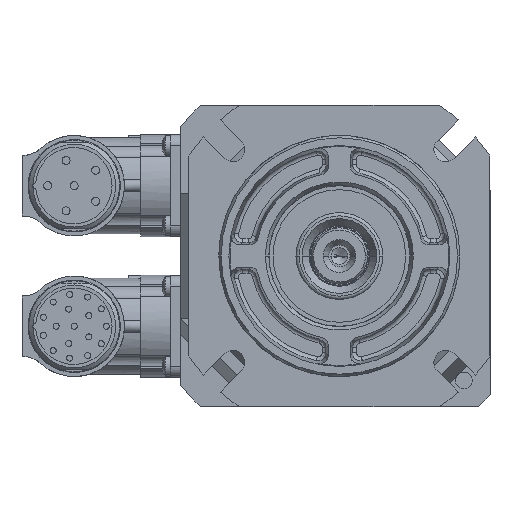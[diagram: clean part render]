
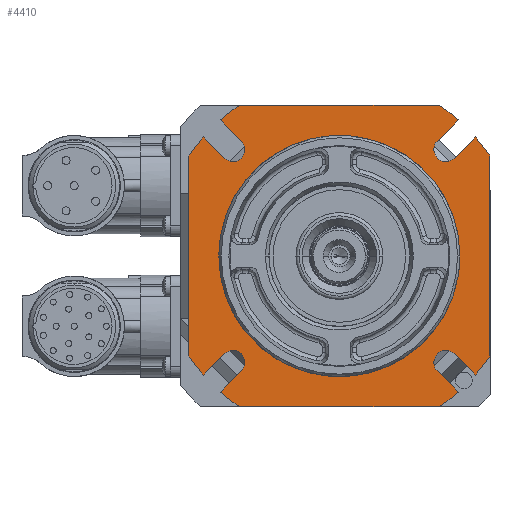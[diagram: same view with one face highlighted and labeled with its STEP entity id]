
A CAD part, left-side view. The second image highlights one B-rep face of the part: STEP entity #4410.
In plain terms, the highlighted planar face has unit normal (-1, 0, 0).
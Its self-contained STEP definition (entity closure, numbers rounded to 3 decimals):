
#1210=CARTESIAN_POINT('',(-88.5,0.,0.));
#1211=DIRECTION('',(-1.,0.,0.));
#1212=DIRECTION('',(0.,1.,0.));
#1213=AXIS2_PLACEMENT_3D('',#1210,#1211,#1212);
#1215=CARTESIAN_POINT('',(-88.5,0.,0.));
#1216=DIRECTION('',(1.,0.,0.));
#1217=DIRECTION('',(0.,1.,0.));
#1218=AXIS2_PLACEMENT_3D('',#1215,#1216,#1217);
#1220=CARTESIAN_POINT('',(-88.5,0.,0.));
#1221=DIRECTION('',(-1.,0.,0.));
#1222=DIRECTION('',(0.,-0.553,-0.833));
#1223=AXIS2_PLACEMENT_3D('',#1220,#1221,#1222);
#1225=CARTESIAN_POINT('',(-88.5,0.,0.));
#1226=DIRECTION('',(-1.,0.,0.));
#1227=DIRECTION('',(0.,0.658,-0.753));
#1228=AXIS2_PLACEMENT_3D('',#1225,#1226,#1227);
#1230=DIRECTION('',(0.,-0.707,0.707));
#1231=VECTOR('',#1230,7.52);
#1232=CARTESIAN_POINT('',(-88.5,29.63,-33.869));
#1233=LINE('',#1232,#1231);
#1234=CARTESIAN_POINT('',(-88.5,26.517,-26.517));
#1235=DIRECTION('',(-1.,0.,0.));
#1236=DIRECTION('',(0.,-0.735,-0.678));
#1237=AXIS2_PLACEMENT_3D('',#1234,#1235,#1236);
#1239=DIRECTION('',(0.,0.707,-0.707));
#1240=VECTOR('',#1239,7.52);
#1241=CARTESIAN_POINT('',(-88.5,28.551,-24.312));
#1242=LINE('',#1241,#1240);
#1243=CARTESIAN_POINT('',(-88.5,0.,0.));
#1244=DIRECTION('',(-1.,0.,0.));
#1245=DIRECTION('',(0.,0.833,-0.553));
#1246=AXIS2_PLACEMENT_3D('',#1243,#1244,#1245);
#1248=CARTESIAN_POINT('',(-88.5,0.,0.));
#1249=DIRECTION('',(-1.,0.,0.));
#1250=DIRECTION('',(0.,0.753,0.658));
#1251=AXIS2_PLACEMENT_3D('',#1248,#1249,#1250);
#1253=DIRECTION('',(0.,-0.707,-0.707));
#1254=VECTOR('',#1253,7.52);
#1255=CARTESIAN_POINT('',(-88.5,33.869,29.63));
#1256=LINE('',#1255,#1254);
#1257=CARTESIAN_POINT('',(-88.5,26.517,26.517));
#1258=DIRECTION('',(-1.,0.,0.));
#1259=DIRECTION('',(0.,0.678,-0.735));
#1260=AXIS2_PLACEMENT_3D('',#1257,#1258,#1259);
#1262=DIRECTION('',(0.,0.707,0.707));
#1263=VECTOR('',#1262,7.52);
#1264=CARTESIAN_POINT('',(-88.5,24.312,28.551));
#1265=LINE('',#1264,#1263);
#1266=CARTESIAN_POINT('',(-88.5,0.,0.));
#1267=DIRECTION('',(-1.,0.,0.));
#1268=DIRECTION('',(0.,0.553,0.833));
#1269=AXIS2_PLACEMENT_3D('',#1266,#1267,#1268);
#1271=CARTESIAN_POINT('',(-88.5,0.,0.));
#1272=DIRECTION('',(-1.,0.,0.));
#1273=DIRECTION('',(0.,-0.658,0.753));
#1274=AXIS2_PLACEMENT_3D('',#1271,#1272,#1273);
#1276=DIRECTION('',(0.,0.707,-0.707));
#1277=VECTOR('',#1276,7.52);
#1278=CARTESIAN_POINT('',(-88.5,-29.63,33.869));
#1279=LINE('',#1278,#1277);
#1280=CARTESIAN_POINT('',(-88.5,-26.517,26.517));
#1281=DIRECTION('',(-1.,0.,0.));
#1282=DIRECTION('',(0.,0.735,0.678));
#1283=AXIS2_PLACEMENT_3D('',#1280,#1281,#1282);
#1285=DIRECTION('',(0.,-0.707,0.707));
#1286=VECTOR('',#1285,7.52);
#1287=CARTESIAN_POINT('',(-88.5,-28.551,24.312));
#1288=LINE('',#1287,#1286);
#1289=CARTESIAN_POINT('',(-88.5,0.,0.));
#1290=DIRECTION('',(-1.,0.,0.));
#1291=DIRECTION('',(0.,-0.833,0.553));
#1292=AXIS2_PLACEMENT_3D('',#1289,#1290,#1291);
#1294=CARTESIAN_POINT('',(-88.5,0.,0.));
#1295=DIRECTION('',(-1.,0.,0.));
#1296=DIRECTION('',(0.,-0.753,-0.658));
#1297=AXIS2_PLACEMENT_3D('',#1294,#1295,#1296);
#1299=DIRECTION('',(0.,0.707,0.707));
#1300=VECTOR('',#1299,7.52);
#1301=CARTESIAN_POINT('',(-88.5,-33.869,-29.63));
#1302=LINE('',#1301,#1300);
#1303=CARTESIAN_POINT('',(-88.5,-26.517,-26.517));
#1304=DIRECTION('',(-1.,0.,0.));
#1305=DIRECTION('',(0.,-0.678,0.735));
#1306=AXIS2_PLACEMENT_3D('',#1303,#1304,#1305);
#1308=DIRECTION('',(0.,-0.707,-0.707));
#1309=VECTOR('',#1308,7.52);
#1310=CARTESIAN_POINT('',(-88.5,-24.312,-28.551));
#1311=LINE('',#1310,#1309);
#1372=DIRECTION('',(0.,1.,0.));
#1373=VECTOR('',#1372,49.749);
#1374=CARTESIAN_POINT('',(-88.5,-24.875,-37.5));
#1375=LINE('',#1374,#1373);
#1450=DIRECTION('',(0.,-1.,0.));
#1451=VECTOR('',#1450,49.749);
#1452=CARTESIAN_POINT('',(-88.5,24.875,37.5));
#1453=LINE('',#1452,#1451);
#1546=DIRECTION('',(0.,0.,-1.));
#1547=VECTOR('',#1546,49.749);
#1548=CARTESIAN_POINT('',(-88.5,-37.5,24.875));
#1549=LINE('',#1548,#1547);
#1816=DIRECTION('',(0.,0.,1.));
#1817=VECTOR('',#1816,49.749);
#1818=CARTESIAN_POINT('',(-88.5,37.5,-24.875));
#1819=LINE('',#1818,#1817);
#2099=CARTESIAN_POINT('',(-88.5,24.875,37.5));
#2100=VERTEX_POINT('',#2099);
#2101=CARTESIAN_POINT('',(-88.5,37.5,24.875));
#2102=VERTEX_POINT('',#2101);
#2103=CARTESIAN_POINT('',(-88.5,29.63,33.869));
#2104=VERTEX_POINT('',#2103);
#2105=CARTESIAN_POINT('',(-88.5,33.869,29.63));
#2106=VERTEX_POINT('',#2105);
#2123=CARTESIAN_POINT('',(-88.5,24.875,-37.5));
#2124=VERTEX_POINT('',#2123);
#2125=CARTESIAN_POINT('',(-88.5,37.5,-24.875));
#2126=VERTEX_POINT('',#2125);
#2127=CARTESIAN_POINT('',(-88.5,33.869,-29.63));
#2128=VERTEX_POINT('',#2127);
#2129=CARTESIAN_POINT('',(-88.5,29.63,-33.869));
#2130=VERTEX_POINT('',#2129);
#2147=CARTESIAN_POINT('',(-88.5,-37.5,-24.875));
#2148=VERTEX_POINT('',#2147);
#2149=CARTESIAN_POINT('',(-88.5,-24.875,-37.5));
#2150=VERTEX_POINT('',#2149);
#2151=CARTESIAN_POINT('',(-88.5,-29.63,-33.869));
#2152=VERTEX_POINT('',#2151);
#2153=CARTESIAN_POINT('',(-88.5,-33.869,-29.63));
#2154=VERTEX_POINT('',#2153);
#2171=CARTESIAN_POINT('',(-88.5,-24.875,37.5));
#2172=VERTEX_POINT('',#2171);
#2173=CARTESIAN_POINT('',(-88.5,-37.5,24.875));
#2174=VERTEX_POINT('',#2173);
#2175=CARTESIAN_POINT('',(-88.5,-33.869,29.63));
#2176=VERTEX_POINT('',#2175);
#2177=CARTESIAN_POINT('',(-88.5,-29.63,33.869));
#2178=VERTEX_POINT('',#2177);
#2183=CARTESIAN_POINT('',(-88.5,28.551,24.312));
#2184=VERTEX_POINT('',#2183);
#2185=CARTESIAN_POINT('',(-88.5,24.312,28.551));
#2186=VERTEX_POINT('',#2185);
#2191=CARTESIAN_POINT('',(-88.5,24.312,-28.551));
#2192=VERTEX_POINT('',#2191);
#2193=CARTESIAN_POINT('',(-88.5,28.551,-24.312));
#2194=VERTEX_POINT('',#2193);
#2199=CARTESIAN_POINT('',(-88.5,-28.551,-24.312));
#2200=VERTEX_POINT('',#2199);
#2201=CARTESIAN_POINT('',(-88.5,-24.312,-28.551));
#2202=VERTEX_POINT('',#2201);
#2207=CARTESIAN_POINT('',(-88.5,-24.312,28.551));
#2208=VERTEX_POINT('',#2207);
#2209=CARTESIAN_POINT('',(-88.5,-28.551,24.312));
#2210=VERTEX_POINT('',#2209);
#2463=CARTESIAN_POINT('',(-88.5,30.,0.));
#2464=CARTESIAN_POINT('',(-88.5,-30.,0.));
#2465=VERTEX_POINT('',#2463);
#2466=VERTEX_POINT('',#2464);
#4351=CARTESIAN_POINT('',(-88.5,0.,0.));
#4352=DIRECTION('',(-1.,0.,0.));
#4353=DIRECTION('',(0.,1.,0.));
#4354=AXIS2_PLACEMENT_3D('',#4351,#4352,#4353);
#4355=PLANE('',#4354);
#4357=ORIENTED_EDGE('',*,*,#4356,.F.);
#4359=ORIENTED_EDGE('',*,*,#4358,.T.);
#4361=ORIENTED_EDGE('',*,*,#4360,.F.);
#4363=ORIENTED_EDGE('',*,*,#4362,.T.);
#4365=ORIENTED_EDGE('',*,*,#4364,.T.);
#4367=ORIENTED_EDGE('',*,*,#4366,.T.);
#4369=ORIENTED_EDGE('',*,*,#4368,.F.);
#4371=ORIENTED_EDGE('',*,*,#4370,.T.);
#4373=ORIENTED_EDGE('',*,*,#4372,.F.);
#4375=ORIENTED_EDGE('',*,*,#4374,.T.);
#4377=ORIENTED_EDGE('',*,*,#4376,.T.);
#4379=ORIENTED_EDGE('',*,*,#4378,.T.);
#4381=ORIENTED_EDGE('',*,*,#4380,.F.);
#4383=ORIENTED_EDGE('',*,*,#4382,.T.);
#4385=ORIENTED_EDGE('',*,*,#4384,.F.);
#4387=ORIENTED_EDGE('',*,*,#4386,.T.);
#4389=ORIENTED_EDGE('',*,*,#4388,.T.);
#4391=ORIENTED_EDGE('',*,*,#4390,.T.);
#4393=ORIENTED_EDGE('',*,*,#4392,.F.);
#4395=ORIENTED_EDGE('',*,*,#4394,.T.);
#4397=ORIENTED_EDGE('',*,*,#4396,.F.);
#4399=ORIENTED_EDGE('',*,*,#4398,.T.);
#4401=ORIENTED_EDGE('',*,*,#4400,.T.);
#4403=ORIENTED_EDGE('',*,*,#4402,.T.);
#4404=EDGE_LOOP('',(#4357,#4359,#4361,#4363,#4365,#4367,#4369,#4371,#4373,#4375,
#4377,#4379,#4381,#4383,#4385,#4387,#4389,#4391,#4393,#4395,#4397,#4399,#4401,
#4403));
#4405=FACE_OUTER_BOUND('',#4404,.F.);
#4406=ORIENTED_EDGE('',*,*,#4331,.T.);
#4407=ORIENTED_EDGE('',*,*,#4345,.F.);
#4408=EDGE_LOOP('',(#4406,#4407));
#4409=FACE_BOUND('',#4408,.F.);
#4410=ADVANCED_FACE('',(#4405,#4409),#4355,.T.);
#1214=CIRCLE('',#1213,30.);
#1219=CIRCLE('',#1218,30.);
#1224=CIRCLE('',#1223,45.);
#1229=CIRCLE('',#1228,45.);
#1238=CIRCLE('',#1237,3.);
#1247=CIRCLE('',#1246,45.);
#1252=CIRCLE('',#1251,45.);
#1261=CIRCLE('',#1260,3.);
#1270=CIRCLE('',#1269,45.);
#1275=CIRCLE('',#1274,45.);
#1284=CIRCLE('',#1283,3.);
#1293=CIRCLE('',#1292,45.);
#1298=CIRCLE('',#1297,45.);
#1307=CIRCLE('',#1306,3.);
#4331=EDGE_CURVE('',#2465,#2466,#1214,.T.);
#4345=EDGE_CURVE('',#2465,#2466,#1219,.T.);
#4356=EDGE_CURVE('',#2150,#2152,#1224,.T.);
#4358=EDGE_CURVE('',#2150,#2124,#1375,.T.);
#4360=EDGE_CURVE('',#2130,#2124,#1229,.T.);
#4362=EDGE_CURVE('',#2130,#2192,#1233,.T.);
#4364=EDGE_CURVE('',#2192,#2194,#1238,.T.);
#4366=EDGE_CURVE('',#2194,#2128,#1242,.T.);
#4368=EDGE_CURVE('',#2126,#2128,#1247,.T.);
#4370=EDGE_CURVE('',#2126,#2102,#1819,.T.);
#4372=EDGE_CURVE('',#2106,#2102,#1252,.T.);
#4374=EDGE_CURVE('',#2106,#2184,#1256,.T.);
#4376=EDGE_CURVE('',#2184,#2186,#1261,.T.);
#4378=EDGE_CURVE('',#2186,#2104,#1265,.T.);
#4380=EDGE_CURVE('',#2100,#2104,#1270,.T.);
#4382=EDGE_CURVE('',#2100,#2172,#1453,.T.);
#4384=EDGE_CURVE('',#2178,#2172,#1275,.T.);
#4386=EDGE_CURVE('',#2178,#2208,#1279,.T.);
#4388=EDGE_CURVE('',#2208,#2210,#1284,.T.);
#4390=EDGE_CURVE('',#2210,#2176,#1288,.T.);
#4392=EDGE_CURVE('',#2174,#2176,#1293,.T.);
#4394=EDGE_CURVE('',#2174,#2148,#1549,.T.);
#4396=EDGE_CURVE('',#2154,#2148,#1298,.T.);
#4398=EDGE_CURVE('',#2154,#2200,#1302,.T.);
#4400=EDGE_CURVE('',#2200,#2202,#1307,.T.);
#4402=EDGE_CURVE('',#2202,#2152,#1311,.T.);
